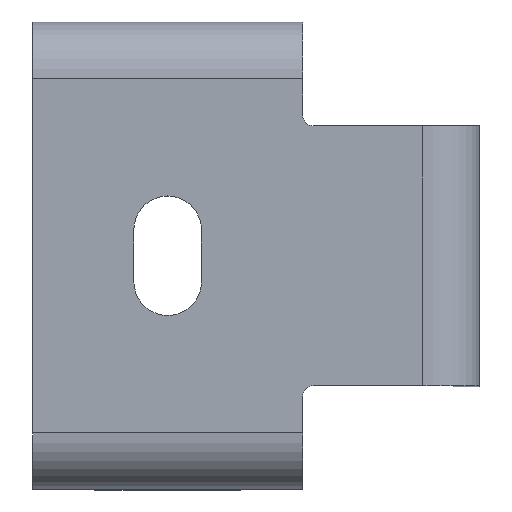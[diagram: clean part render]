
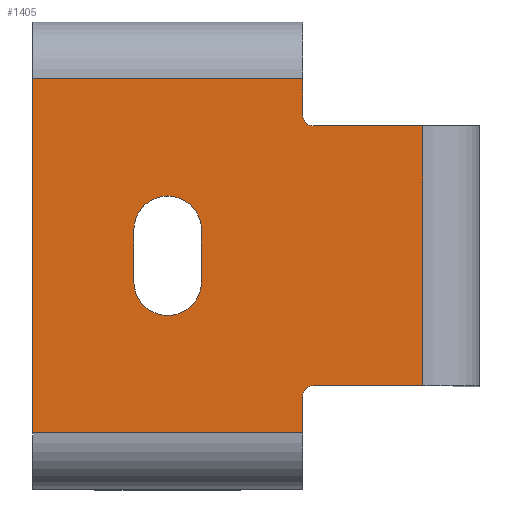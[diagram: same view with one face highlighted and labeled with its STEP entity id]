
A CAD part, top view. The second image highlights one B-rep face of the part: STEP entity #1405.
In plain terms, the highlighted planar face has unit normal (0, 0, 1).
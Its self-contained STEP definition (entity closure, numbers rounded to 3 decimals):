
#15=FACE_BOUND('',#210,.T.);
#56=PLANE('',#1556);
#131=FACE_OUTER_BOUND('',#209,.T.);
#209=EDGE_LOOP('',(#1245,#1246,#1247,#1248,#1249,#1250,#1251,#1252,#1253,
#1254));
#210=EDGE_LOOP('',(#1255,#1256,#1257,#1258));
#321=LINE('',#2295,#461);
#328=LINE('',#2313,#468);
#332=LINE('',#2321,#472);
#336=LINE('',#2335,#476);
#339=LINE('',#2347,#479);
#343=LINE('',#2358,#483);
#351=LINE('',#2380,#491);
#352=LINE('',#2382,#492);
#353=LINE('',#2384,#493);
#354=LINE('',#2385,#494);
#461=VECTOR('',#1861,10.);
#468=VECTOR('',#1876,10.);
#472=VECTOR('',#1886,10.);
#476=VECTOR('',#1906,10.);
#479=VECTOR('',#1917,10.);
#483=VECTOR('',#1929,10.);
#491=VECTOR('',#1959,10.);
#492=VECTOR('',#1960,10.);
#493=VECTOR('',#1961,10.);
#494=VECTOR('',#1962,10.);
#545=CIRCLE('',#1520,1.);
#548=CIRCLE('',#1525,1.);
#553=CIRCLE('',#1539,3.25);
#555=CIRCLE('',#1543,3.25);
#663=VERTEX_POINT('',#2285);
#664=VERTEX_POINT('',#2286);
#667=VERTEX_POINT('',#2294);
#671=VERTEX_POINT('',#2303);
#672=VERTEX_POINT('',#2305);
#674=VERTEX_POINT('',#2311);
#677=VERTEX_POINT('',#2333);
#678=VERTEX_POINT('',#2337);
#679=VERTEX_POINT('',#2338);
#682=VERTEX_POINT('',#2346);
#684=VERTEX_POINT('',#2352);
#688=VERTEX_POINT('',#2379);
#689=VERTEX_POINT('',#2381);
#690=VERTEX_POINT('',#2383);
#835=EDGE_CURVE('',#663,#664,#545,.T.);
#839=EDGE_CURVE('',#664,#667,#321,.T.);
#844=EDGE_CURVE('',#671,#672,#548,.T.);
#848=EDGE_CURVE('',#671,#674,#328,.T.);
#853=EDGE_CURVE('',#667,#674,#332,.T.);
#860=EDGE_CURVE('',#677,#663,#336,.T.);
#861=EDGE_CURVE('',#678,#679,#553,.T.);
#865=EDGE_CURVE('',#682,#678,#339,.T.);
#868=EDGE_CURVE('',#684,#682,#555,.T.);
#871=EDGE_CURVE('',#679,#684,#343,.T.);
#882=EDGE_CURVE('',#688,#677,#351,.T.);
#883=EDGE_CURVE('',#689,#688,#352,.T.);
#884=EDGE_CURVE('',#689,#690,#353,.T.);
#885=EDGE_CURVE('',#672,#690,#354,.T.);
#1245=ORIENTED_EDGE('',*,*,#882,.F.);
#1246=ORIENTED_EDGE('',*,*,#883,.F.);
#1247=ORIENTED_EDGE('',*,*,#884,.T.);
#1248=ORIENTED_EDGE('',*,*,#885,.F.);
#1249=ORIENTED_EDGE('',*,*,#844,.F.);
#1250=ORIENTED_EDGE('',*,*,#848,.T.);
#1251=ORIENTED_EDGE('',*,*,#853,.F.);
#1252=ORIENTED_EDGE('',*,*,#839,.F.);
#1253=ORIENTED_EDGE('',*,*,#835,.F.);
#1254=ORIENTED_EDGE('',*,*,#860,.F.);
#1255=ORIENTED_EDGE('',*,*,#861,.T.);
#1256=ORIENTED_EDGE('',*,*,#871,.T.);
#1257=ORIENTED_EDGE('',*,*,#868,.T.);
#1258=ORIENTED_EDGE('',*,*,#865,.T.);
#1405=ADVANCED_FACE('',(#131,#15),#56,.F.);
#1520=AXIS2_PLACEMENT_3D('',#2287,#1853,#1854);
#1525=AXIS2_PLACEMENT_3D('',#2306,#1869,#1870);
#1539=AXIS2_PLACEMENT_3D('',#2339,#1909,#1910);
#1543=AXIS2_PLACEMENT_3D('',#2353,#1922,#1923);
#1556=AXIS2_PLACEMENT_3D('',#2378,#1957,#1958);
#1853=DIRECTION('center_axis',(0.,0.,1.));
#1854=DIRECTION('ref_axis',(-0.707,-0.707,0.));
#1861=DIRECTION('',(1.,0.,0.));
#1869=DIRECTION('center_axis',(0.,0.,1.));
#1870=DIRECTION('ref_axis',(-0.707,0.707,0.));
#1876=DIRECTION('',(1.,0.,0.));
#1886=DIRECTION('',(0.,-1.,0.));
#1906=DIRECTION('',(0.,-1.,0.));
#1909=DIRECTION('center_axis',(0.,0.,-1.));
#1910=DIRECTION('ref_axis',(-1.,0.,0.));
#1917=DIRECTION('',(0.,-1.,0.));
#1922=DIRECTION('center_axis',(0.,0.,-1.));
#1923=DIRECTION('ref_axis',(1.,0.,0.));
#1929=DIRECTION('',(0.,1.,0.));
#1957=DIRECTION('center_axis',(0.,0.,-1.));
#1958=DIRECTION('ref_axis',(0.,1.,0.));
#1959=DIRECTION('',(1.,0.,0.));
#1960=DIRECTION('',(0.,1.,0.));
#1961=DIRECTION('',(1.,0.,0.));
#1962=DIRECTION('',(0.,-1.,0.));
#2285=CARTESIAN_POINT('',(13.,13.5,22.));
#2286=CARTESIAN_POINT('',(14.,12.5,22.));
#2287=CARTESIAN_POINT('Origin',(14.,13.5,22.));
#2294=CARTESIAN_POINT('',(24.54,12.5,22.));
#2295=CARTESIAN_POINT('',(13.,12.5,22.));
#2303=CARTESIAN_POINT('',(14.,-12.5,22.));
#2305=CARTESIAN_POINT('',(13.,-13.5,22.));
#2306=CARTESIAN_POINT('Origin',(14.,-13.5,22.));
#2311=CARTESIAN_POINT('',(24.54,-12.5,22.));
#2313=CARTESIAN_POINT('',(13.,-12.5,22.));
#2321=CARTESIAN_POINT('',(24.54,0.,22.));
#2333=CARTESIAN_POINT('',(13.,17.04,22.));
#2335=CARTESIAN_POINT('',(13.,-39.957,22.));
#2337=CARTESIAN_POINT('',(3.25,-2.5,22.));
#2338=CARTESIAN_POINT('',(-3.25,-2.5,22.));
#2339=CARTESIAN_POINT('Origin',(0.,-2.5,22.));
#2346=CARTESIAN_POINT('',(3.25,2.5,22.));
#2347=CARTESIAN_POINT('',(3.25,1.25,22.));
#2352=CARTESIAN_POINT('',(-3.25,2.5,22.));
#2353=CARTESIAN_POINT('Origin',(0.,2.5,22.));
#2358=CARTESIAN_POINT('',(-3.25,-1.25,22.));
#2378=CARTESIAN_POINT('Origin',(0.,0.,22.));
#2379=CARTESIAN_POINT('',(-13.,17.04,22.));
#2380=CARTESIAN_POINT('',(0.,17.04,22.));
#2381=CARTESIAN_POINT('',(-13.,-17.04,22.));
#2382=CARTESIAN_POINT('',(-13.,23.417,22.));
#2383=CARTESIAN_POINT('',(13.,-17.04,22.));
#2384=CARTESIAN_POINT('',(0.,-17.04,22.));
#2385=CARTESIAN_POINT('',(13.,-39.957,22.));
